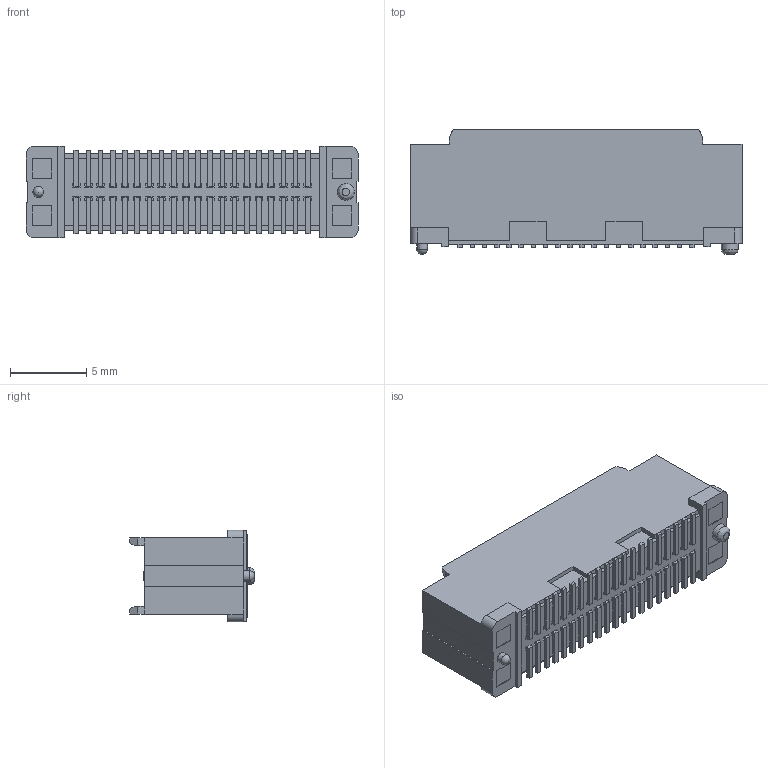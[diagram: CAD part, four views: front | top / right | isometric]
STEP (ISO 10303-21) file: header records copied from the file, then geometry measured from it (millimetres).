
FILE_DESCRIPTION( ( 'STEP AP214' ), '1' );
FILE_NAME( '61083-044000.stp', '2019-09-13T18:38:17', ( '' ), ( '' ), ' ', 'PARTsolutions', ' ' );
FILE_SCHEMA( ( 'AUTOMOTIVE_DESIGN { 1 0 10303 214 1 1 1 1 }' ) );
Length unit declared in the file: millimetre
Products named in the file (4): 61083-044000; _61083-044000_dummy; _61083-0440_housing; _61083-044LF_pins
Assembly tree (3 placements, depth 2):
  61083-044000
    _61083-044000_dummy
    _61083-0440_housing
    _61083-044LF_pins
Bounding box: 21.8 x 8.2 x 6 mm (x, y, z)
Volume: 390.9 mm3; surface area: 1615.5 mm2
Topology: 2 solids, 2 shells, 914 faces, 2782 edges, 1801 vertices
Faces by surface type: plane 898, cylinder 14, bspline 1, sphere 1
Full cylindrical faces by diameter (mm): 0.7 x1, 1.1 x1
Entity records: 37885 total; most frequent: ORIENTED_EDGE 5550, CARTESIAN_POINT 5519, DIRECTION 4638, EDGE_CURVE 2775, LINE 2746, VECTOR 2746, VERTEX_POINT 1798, EDGE_LOOP 964
